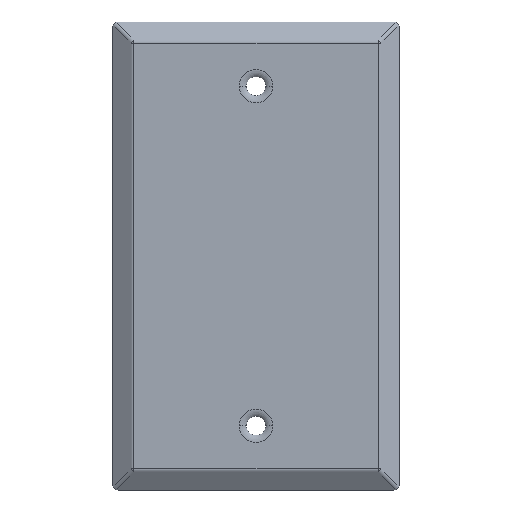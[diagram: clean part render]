
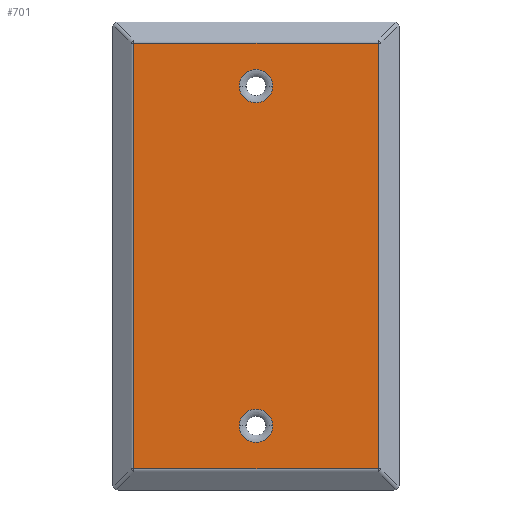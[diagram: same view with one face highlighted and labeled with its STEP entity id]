
A CAD part, top view. The second image highlights one B-rep face of the part: STEP entity #701.
In plain terms, the highlighted planar face has unit normal (0, 0, 1).
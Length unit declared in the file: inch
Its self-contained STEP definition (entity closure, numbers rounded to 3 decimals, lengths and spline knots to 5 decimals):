
#45 = DIRECTION ( 'NONE',  ( -1., 0., 0. ) ) ;
#85 = LINE ( 'NONE', #246, #423 ) ;
#158 = CARTESIAN_POINT ( 'NONE',  ( 0.16084, -1.63583, 0.15748 ) ) ;
#246 = CARTESIAN_POINT ( 'NONE',  ( 1.17515, 2.06642, 0.15748 ) ) ;
#255 = CARTESIAN_POINT ( 'NONE',  ( -1.17515, 2.05114, 0.15748 ) ) ;
#261 = PLANE ( 'NONE',  #1636 ) ;
#279 = CARTESIAN_POINT ( 'NONE',  ( 1.17515, 2.05114, 0.15748 ) ) ;
#357 = EDGE_CURVE ( 'NONE', #896, #1280, #1224, .T. ) ;
#370 = CARTESIAN_POINT ( 'NONE',  ( 0., 1.63583, 0.15748 ) ) ;
#423 = VECTOR ( 'NONE', #1132, 39.37008 ) ;
#477 = CARTESIAN_POINT ( 'NONE',  ( 0.16084, 1.63583, 0.15748 ) ) ;
#483 = VERTEX_POINT ( 'NONE', #837 ) ;
#487 = DIRECTION ( 'NONE',  ( -1., 0., 0. ) ) ;
#509 = AXIS2_PLACEMENT_3D ( 'NONE', #370, #1551, #1264 ) ;
#511 = EDGE_CURVE ( 'NONE', #1060, #1358, #1128, .T. ) ;
#513 = ORIENTED_EDGE ( 'NONE', *, *, #1112, .T. ) ;
#519 = CARTESIAN_POINT ( 'NONE',  ( 0., 0., 0.15748 ) ) ;
#544 = ORIENTED_EDGE ( 'NONE', *, *, #965, .T. ) ;
#593 = CARTESIAN_POINT ( 'NONE',  ( -0.16084, 1.63583, 0.15748 ) ) ;
#598 = CARTESIAN_POINT ( 'NONE',  ( -0.16084, -1.63583, 0.15748 ) ) ;
#610 = ORIENTED_EDGE ( 'NONE', *, *, #511, .T. ) ;
#633 = EDGE_LOOP ( 'NONE', ( #1547, #1410 ) ) ;
#655 = VERTEX_POINT ( 'NONE', #598 ) ;
#668 = DIRECTION ( 'NONE',  ( 0., 0., -1. ) ) ;
#672 = DIRECTION ( 'NONE',  ( 0., -1., 0. ) ) ;
#701 = ADVANCED_FACE ( 'NONE', ( #1631, #1376, #731 ), #261, .F. ) ;
#711 = CARTESIAN_POINT ( 'NONE',  ( 1.19044, -2.05114, 0.15748 ) ) ;
#714 = VECTOR ( 'NONE', #487, 39.37008 ) ;
#715 = VECTOR ( 'NONE', #1225, 39.37008 ) ;
#731 = FACE_OUTER_BOUND ( 'NONE', #1550, .T. ) ;
#769 = VECTOR ( 'NONE', #672, 39.37008 ) ;
#837 = CARTESIAN_POINT ( 'NONE',  ( 1.17515, -2.05114, 0.15748 ) ) ;
#846 = EDGE_CURVE ( 'NONE', #1414, #483, #1474, .T. ) ;
#863 = CARTESIAN_POINT ( 'NONE',  ( -1.19044, 2.05114, 0.15748 ) ) ;
#896 = VERTEX_POINT ( 'NONE', #477 ) ;
#926 = AXIS2_PLACEMENT_3D ( 'NONE', #1149, #1003, #1529 ) ;
#927 = DIRECTION ( 'NONE',  ( 0., 0., -1. ) ) ;
#937 = LINE ( 'NONE', #1322, #769 ) ;
#965 = EDGE_CURVE ( 'NONE', #655, #1105, #1615, .T. ) ;
#1003 = DIRECTION ( 'NONE',  ( 0., 0., -1. ) ) ;
#1060 = VERTEX_POINT ( 'NONE', #279 ) ;
#1105 = VERTEX_POINT ( 'NONE', #158 ) ;
#1112 = EDGE_CURVE ( 'NONE', #1358, #1414, #937, .T. ) ;
#1128 = LINE ( 'NONE', #863, #714 ) ;
#1132 = DIRECTION ( 'NONE',  ( 0., 1., 0. ) ) ;
#1143 = AXIS2_PLACEMENT_3D ( 'NONE', #1599, #668, #1475 ) ;
#1149 = CARTESIAN_POINT ( 'NONE',  ( 0., -1.63583, 0.15748 ) ) ;
#1174 = AXIS2_PLACEMENT_3D ( 'NONE', #1294, #1207, #1598 ) ;
#1191 = ORIENTED_EDGE ( 'NONE', *, *, #846, .T. ) ;
#1207 = DIRECTION ( 'NONE',  ( 0., 0., -1. ) ) ;
#1224 = CIRCLE ( 'NONE', #1143, 0.16084 ) ;
#1225 = DIRECTION ( 'NONE',  ( 1., 0., 0. ) ) ;
#1228 = CIRCLE ( 'NONE', #509, 0.16084 ) ;
#1264 = DIRECTION ( 'NONE',  ( -1., 0., 0. ) ) ;
#1280 = VERTEX_POINT ( 'NONE', #593 ) ;
#1294 = CARTESIAN_POINT ( 'NONE',  ( 0., -1.63583, 0.15748 ) ) ;
#1322 = CARTESIAN_POINT ( 'NONE',  ( -1.17515, -2.06642, 0.15748 ) ) ;
#1358 = VERTEX_POINT ( 'NONE', #255 ) ;
#1376 = FACE_BOUND ( 'NONE', #633, .T. ) ;
#1410 = ORIENTED_EDGE ( 'NONE', *, *, #357, .T. ) ;
#1414 = VERTEX_POINT ( 'NONE', #1509 ) ;
#1442 = ORIENTED_EDGE ( 'NONE', *, *, #1617, .T. ) ;
#1453 = EDGE_CURVE ( 'NONE', #483, #1060, #85, .T. ) ;
#1474 = LINE ( 'NONE', #711, #715 ) ;
#1475 = DIRECTION ( 'NONE',  ( -1., 0., 0. ) ) ;
#1509 = CARTESIAN_POINT ( 'NONE',  ( -1.17515, -2.05114, 0.15748 ) ) ;
#1529 = DIRECTION ( 'NONE',  ( -1., 0., 0. ) ) ;
#1542 = EDGE_CURVE ( 'NONE', #1280, #896, #1228, .T. ) ;
#1547 = ORIENTED_EDGE ( 'NONE', *, *, #1542, .T. ) ;
#1550 = EDGE_LOOP ( 'NONE', ( #1582, #610, #513, #1191 ) ) ;
#1551 = DIRECTION ( 'NONE',  ( 0., 0., -1. ) ) ;
#1558 = CIRCLE ( 'NONE', #1174, 0.16084 ) ;
#1582 = ORIENTED_EDGE ( 'NONE', *, *, #1453, .T. ) ;
#1598 = DIRECTION ( 'NONE',  ( -1., 0., 0. ) ) ;
#1599 = CARTESIAN_POINT ( 'NONE',  ( 0., 1.63583, 0.15748 ) ) ;
#1615 = CIRCLE ( 'NONE', #926, 0.16084 ) ;
#1617 = EDGE_CURVE ( 'NONE', #1105, #655, #1558, .T. ) ;
#1631 = FACE_BOUND ( 'NONE', #1641, .T. ) ;
#1636 = AXIS2_PLACEMENT_3D ( 'NONE', #519, #927, #45 ) ;
#1641 = EDGE_LOOP ( 'NONE', ( #544, #1442 ) ) ;
